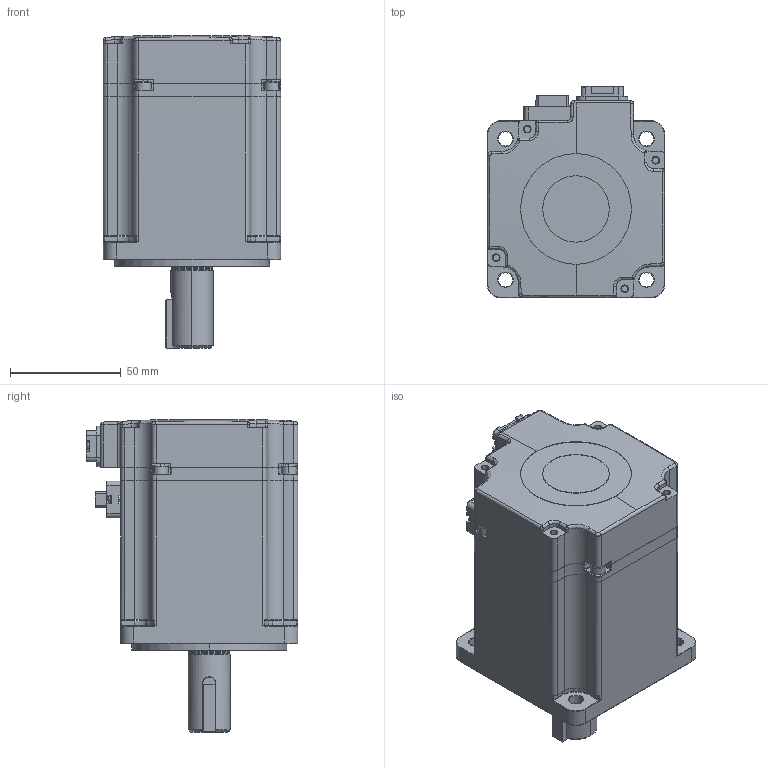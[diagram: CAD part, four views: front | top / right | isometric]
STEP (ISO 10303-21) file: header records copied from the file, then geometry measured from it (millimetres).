
FILE_DESCRIPTION (( 'STEP AP203' ), '1' );
FILE_NAME ('80大惯量一体铸造750W本体带编码器(TDK磁编)(外形图).STEP', '2023-05-08T03:01:04', ( '11' ), ( '' ), 'SwSTEP 2.0', 'SolidWorks 2015', '' );
FILE_SCHEMA (( 'CONFIG_CONTROL_DESIGN' ));
Length unit declared in the file: millimetre
Products named in the file (1): 80大惯量一体铸造750W本体带编码器(TDK磁编)(外形图)
Bounding box: 80 x 95.5 x 141 mm (x, y, z)
Surface area: 57807.1 mm2 (no closed solid volume)
Topology: 0 solids, 35 shells, 823 faces, 2973 edges, 2095 vertices
Faces by surface type: plane 330, cylinder 278, torus 106, bspline 69, cone 32, sphere 8
Entity records: 35295 total; most frequent: CARTESIAN_POINT 11394, DIRECTION 4757, ORIENTED_EDGE 4599, EDGE_CURVE 2933, VERTEX_POINT 2079, AXIS2_PLACEMENT_3D 1644, VECTOR 1469, LINE 1469
